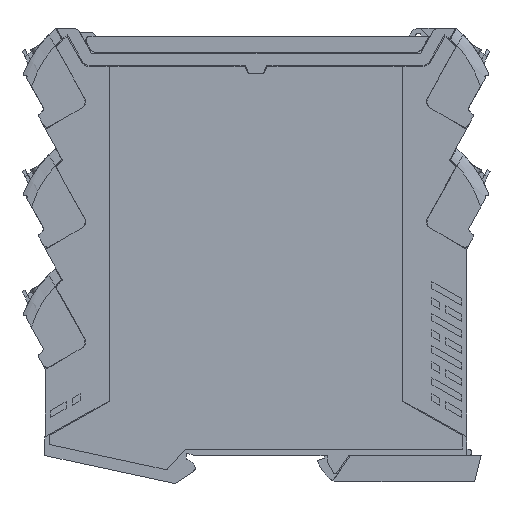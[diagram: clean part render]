
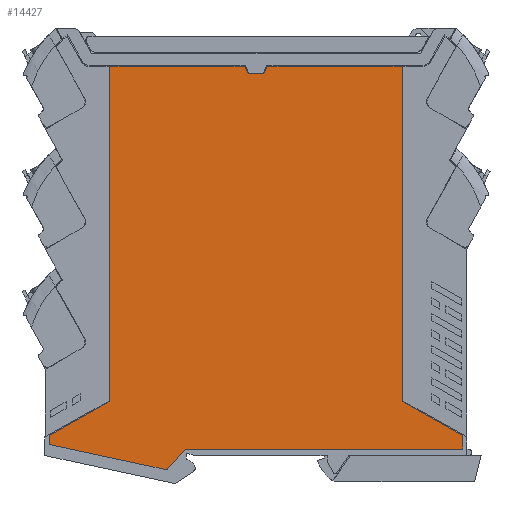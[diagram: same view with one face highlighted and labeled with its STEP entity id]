
A CAD part, left-side view. The second image highlights one B-rep face of the part: STEP entity #14427.
In plain terms, the highlighted planar face has unit normal (-1, 0, 0).
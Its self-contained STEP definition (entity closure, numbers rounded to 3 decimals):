
#14405=AXIS2_PLACEMENT_3D('Plane Axis2P3D',#14402,#14403,#14404) ;
#11911=CARTESIAN_POINT('Vertex',(0.,110.437,12.04)) ;
#11914=CARTESIAN_POINT('Line Origine',(0.,102.821,16.305)) ;
#11918=CARTESIAN_POINT('Vertex',(0.,95.205,20.571)) ;
#11943=CARTESIAN_POINT('Vertex',(0.,110.437,9.771)) ;
#11946=CARTESIAN_POINT('Line Origine',(0.,110.437,10.906)) ;
#11968=CARTESIAN_POINT('Vertex',(0.,80.884,3.413)) ;
#11971=CARTESIAN_POINT('Line Origine',(0.,95.661,6.592)) ;
#11989=CARTESIAN_POINT('Line Origine',(0.,78.847,5.745)) ;
#11993=CARTESIAN_POINT('Vertex',(0.,76.81,8.077)) ;
#12000=CARTESIAN_POINT('Vertex',(0.,76.332,8.624)) ;
#12003=CARTESIAN_POINT('Line Origine',(0.,76.568,8.353)) ;
#12007=CARTESIAN_POINT('Vertex',(0.,76.805,8.082)) ;
#12010=CARTESIAN_POINT('Line Origine',(0.,76.808,8.079)) ;
#12036=CARTESIAN_POINT('Vertex',(0.,6.773,8.624)) ;
#12039=CARTESIAN_POINT('Line Origine',(0.,41.552,8.624)) ;
#12061=CARTESIAN_POINT('Vertex',(0.,6.773,12.04)) ;
#12064=CARTESIAN_POINT('Line Origine',(0.,6.773,10.332)) ;
#12086=CARTESIAN_POINT('Vertex',(0.,22.005,20.571)) ;
#12089=CARTESIAN_POINT('Line Origine',(0.,14.389,16.305)) ;
#12111=CARTESIAN_POINT('Vertex',(0.,22.005,104.524)) ;
#12114=CARTESIAN_POINT('Line Origine',(0.,22.005,62.547)) ;
#12131=CARTESIAN_POINT('Vertex',(0.,55.774,104.524)) ;
#12134=CARTESIAN_POINT('Line Origine',(0.,54.024,104.524)) ;
#12138=CARTESIAN_POINT('Vertex',(0.,52.274,104.524)) ;
#12141=CARTESIAN_POINT('Line Origine',(0.,37.14,104.524)) ;
#12164=CARTESIAN_POINT('Vertex',(0.,56.66,102.624)) ;
#12167=CARTESIAN_POINT('Line Origine',(0.,56.217,103.574)) ;
#12189=CARTESIAN_POINT('Vertex',(0.,60.55,102.624)) ;
#12192=CARTESIAN_POINT('Line Origine',(0.,58.605,102.624)) ;
#12214=CARTESIAN_POINT('Vertex',(0.,61.436,104.524)) ;
#12217=CARTESIAN_POINT('Line Origine',(0.,60.993,103.574)) ;
#12230=CARTESIAN_POINT('Line Origine',(0.,63.186,104.524)) ;
#12234=CARTESIAN_POINT('Vertex',(0.,64.936,104.524)) ;
#12241=CARTESIAN_POINT('Vertex',(0.,95.205,104.524)) ;
#12244=CARTESIAN_POINT('Line Origine',(0.,80.07,104.524)) ;
#12263=CARTESIAN_POINT('Line Origine',(0.,95.205,62.547)) ;
#14402=CARTESIAN_POINT('Axis2P3D Location',(0.,58.605,7.024)) ;
#11915=DIRECTION('Vector Direction',(0.,0.872,-0.489)) ;
#11947=DIRECTION('Vector Direction',(0.,0.,-1.)) ;
#11972=DIRECTION('Vector Direction',(0.,-0.978,-0.21)) ;
#11990=DIRECTION('Vector Direction',(0.,-0.658,0.753)) ;
#12004=DIRECTION('Vector Direction',(0.,-0.658,0.753)) ;
#12011=DIRECTION('Vector Direction',(0.,-0.658,0.753)) ;
#12040=DIRECTION('Vector Direction',(0.,1.,0.)) ;
#12065=DIRECTION('Vector Direction',(0.,0.,1.)) ;
#12090=DIRECTION('Vector Direction',(0.,0.872,0.489)) ;
#12115=DIRECTION('Vector Direction',(0.,0.,1.)) ;
#12135=DIRECTION('Vector Direction',(0.,1.,0.)) ;
#12142=DIRECTION('Vector Direction',(0.,1.,0.)) ;
#12168=DIRECTION('Vector Direction',(0.,-0.423,0.906)) ;
#12193=DIRECTION('Vector Direction',(0.,1.,0.)) ;
#12218=DIRECTION('Vector Direction',(0.,0.423,0.906)) ;
#12231=DIRECTION('Vector Direction',(0.,1.,0.)) ;
#12245=DIRECTION('Vector Direction',(0.,1.,0.)) ;
#12264=DIRECTION('Vector Direction',(0.,0.,-1.)) ;
#14403=DIRECTION('Axis2P3D Direction',(-1.,0.,0.)) ;
#14404=DIRECTION('Axis2P3D XDirection',(0.,1.,0.)) ;
#11916=VECTOR('Line Direction',#11915,1.) ;
#11948=VECTOR('Line Direction',#11947,1.) ;
#11973=VECTOR('Line Direction',#11972,1.) ;
#11991=VECTOR('Line Direction',#11990,1.) ;
#12005=VECTOR('Line Direction',#12004,1.) ;
#12012=VECTOR('Line Direction',#12011,1.) ;
#12041=VECTOR('Line Direction',#12040,1.) ;
#12066=VECTOR('Line Direction',#12065,1.) ;
#12091=VECTOR('Line Direction',#12090,1.) ;
#12116=VECTOR('Line Direction',#12115,1.) ;
#12136=VECTOR('Line Direction',#12135,1.) ;
#12143=VECTOR('Line Direction',#12142,1.) ;
#12169=VECTOR('Line Direction',#12168,1.) ;
#12194=VECTOR('Line Direction',#12193,1.) ;
#12219=VECTOR('Line Direction',#12218,1.) ;
#12232=VECTOR('Line Direction',#12231,1.) ;
#12246=VECTOR('Line Direction',#12245,1.) ;
#12265=VECTOR('Line Direction',#12264,1.) ;
#14408=ORIENTED_EDGE('',*,*,#11995,.T.) ;
#14409=ORIENTED_EDGE('',*,*,#12014,.T.) ;
#14410=ORIENTED_EDGE('',*,*,#12009,.T.) ;
#14411=ORIENTED_EDGE('',*,*,#12043,.T.) ;
#14412=ORIENTED_EDGE('',*,*,#12068,.T.) ;
#14413=ORIENTED_EDGE('',*,*,#12093,.T.) ;
#14414=ORIENTED_EDGE('',*,*,#12118,.T.) ;
#14415=ORIENTED_EDGE('',*,*,#12145,.T.) ;
#14416=ORIENTED_EDGE('',*,*,#12140,.T.) ;
#14417=ORIENTED_EDGE('',*,*,#12171,.T.) ;
#14418=ORIENTED_EDGE('',*,*,#12196,.T.) ;
#14419=ORIENTED_EDGE('',*,*,#12221,.T.) ;
#14420=ORIENTED_EDGE('',*,*,#12236,.T.) ;
#14421=ORIENTED_EDGE('',*,*,#12248,.T.) ;
#14422=ORIENTED_EDGE('',*,*,#12267,.T.) ;
#14423=ORIENTED_EDGE('',*,*,#11920,.T.) ;
#14424=ORIENTED_EDGE('',*,*,#11950,.T.) ;
#14425=ORIENTED_EDGE('',*,*,#11975,.T.) ;
#14427=ADVANCED_FACE('GEHAEUSE',(#14426),#14406,.T.) ;
#11920=EDGE_CURVE('',#11919,#11912,#11917,.T.) ;
#11950=EDGE_CURVE('',#11912,#11944,#11949,.T.) ;
#11975=EDGE_CURVE('',#11944,#11969,#11974,.T.) ;
#11995=EDGE_CURVE('',#11969,#11994,#11992,.T.) ;
#12009=EDGE_CURVE('',#12008,#12001,#12006,.T.) ;
#12014=EDGE_CURVE('',#11994,#12008,#12013,.T.) ;
#12043=EDGE_CURVE('',#12001,#12037,#12042,.F.) ;
#12068=EDGE_CURVE('',#12037,#12062,#12067,.T.) ;
#12093=EDGE_CURVE('',#12062,#12087,#12092,.T.) ;
#12118=EDGE_CURVE('',#12087,#12112,#12117,.T.) ;
#12140=EDGE_CURVE('',#12139,#12132,#12137,.T.) ;
#12145=EDGE_CURVE('',#12112,#12139,#12144,.T.) ;
#12171=EDGE_CURVE('',#12132,#12165,#12170,.F.) ;
#12196=EDGE_CURVE('',#12165,#12190,#12195,.T.) ;
#12221=EDGE_CURVE('',#12190,#12215,#12220,.T.) ;
#12236=EDGE_CURVE('',#12215,#12235,#12233,.T.) ;
#12248=EDGE_CURVE('',#12235,#12242,#12247,.T.) ;
#12267=EDGE_CURVE('',#12242,#11919,#12266,.T.) ;
#14407=EDGE_LOOP('',(#14408,#14409,#14410,#14411,#14412,#14413,#14414,#14415,#14416,#14417,#14418,#14419,#14420,#14421,#14422,#14423,#14424,#14425)) ;
#14426=FACE_OUTER_BOUND('',#14407,.T.) ;
#11917=LINE('Line',#11914,#11916) ;
#11949=LINE('Line',#11946,#11948) ;
#11974=LINE('Line',#11971,#11973) ;
#11992=LINE('Line',#11989,#11991) ;
#12006=LINE('Line',#12003,#12005) ;
#12013=LINE('Line',#12010,#12012) ;
#12042=LINE('Line',#12039,#12041) ;
#12067=LINE('Line',#12064,#12066) ;
#12092=LINE('Line',#12089,#12091) ;
#12117=LINE('Line',#12114,#12116) ;
#12137=LINE('Line',#12134,#12136) ;
#12144=LINE('Line',#12141,#12143) ;
#12170=LINE('Line',#12167,#12169) ;
#12195=LINE('Line',#12192,#12194) ;
#12220=LINE('Line',#12217,#12219) ;
#12233=LINE('Line',#12230,#12232) ;
#12247=LINE('Line',#12244,#12246) ;
#12266=LINE('Line',#12263,#12265) ;
#14406=PLANE('',#14405) ;
#11912=VERTEX_POINT('',#11911) ;
#11919=VERTEX_POINT('',#11918) ;
#11944=VERTEX_POINT('',#11943) ;
#11969=VERTEX_POINT('',#11968) ;
#11994=VERTEX_POINT('',#11993) ;
#12001=VERTEX_POINT('',#12000) ;
#12008=VERTEX_POINT('',#12007) ;
#12037=VERTEX_POINT('',#12036) ;
#12062=VERTEX_POINT('',#12061) ;
#12087=VERTEX_POINT('',#12086) ;
#12112=VERTEX_POINT('',#12111) ;
#12132=VERTEX_POINT('',#12131) ;
#12139=VERTEX_POINT('',#12138) ;
#12165=VERTEX_POINT('',#12164) ;
#12190=VERTEX_POINT('',#12189) ;
#12215=VERTEX_POINT('',#12214) ;
#12235=VERTEX_POINT('',#12234) ;
#12242=VERTEX_POINT('',#12241) ;
